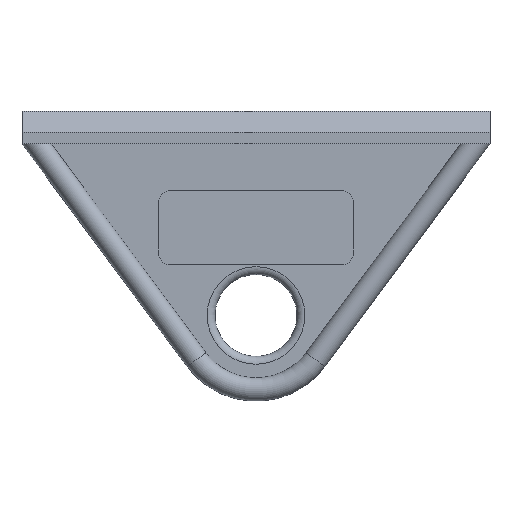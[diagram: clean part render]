
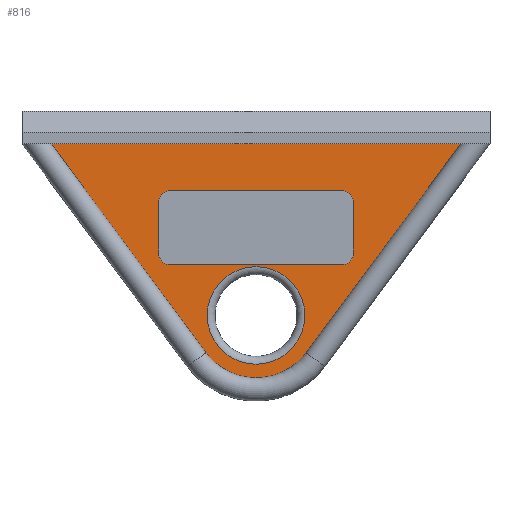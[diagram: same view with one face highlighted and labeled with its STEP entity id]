
A CAD part, top view. The second image highlights one B-rep face of the part: STEP entity #816.
In plain terms, the highlighted planar face has unit normal (0, 0, 1).
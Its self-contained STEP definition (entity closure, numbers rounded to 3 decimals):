
#16=LINE($,#1201,#94);
#17=LINE($,#1203,#95);
#18=LINE($,#1206,#96);
#19=LINE($,#1211,#97);
#20=LINE($,#1215,#98);
#21=LINE($,#1219,#99);
#22=LINE($,#1222,#100);
#94=VECTOR($,#962,52.531);
#95=VECTOR($,#963,33.315);
#96=VECTOR($,#966,33.315);
#97=VECTOR($,#969,6.5);
#98=VECTOR($,#972,22.);
#99=VECTOR($,#975,6.5);
#100=VECTOR($,#978,22.);
#172=PLANE($,#870);
#218=FACE_BOUND($,#276,.T.);
#219=FACE_BOUND($,#277,.T.);
#225=FACE_OUTER_BOUND($,#275,.T.);
#275=EDGE_LOOP($,(#543,#544,#545,#546));
#276=EDGE_LOOP($,(#547));
#277=EDGE_LOOP($,(#548,#549,#550,#551,#552,#553,#554,#555));
#325=CIRCLE($,#867,6.25);
#327=CIRCLE($,#871,8.);
#328=CIRCLE($,#872,1.5);
#329=CIRCLE($,#873,1.5);
#330=CIRCLE($,#874,1.5);
#331=CIRCLE($,#875,1.5);
#355=VERTEX_POINT($,#1193);
#357=VERTEX_POINT($,#1199);
#358=VERTEX_POINT($,#1200);
#359=VERTEX_POINT($,#1202);
#360=VERTEX_POINT($,#1204);
#361=VERTEX_POINT($,#1207);
#362=VERTEX_POINT($,#1208);
#363=VERTEX_POINT($,#1210);
#364=VERTEX_POINT($,#1212);
#365=VERTEX_POINT($,#1214);
#366=VERTEX_POINT($,#1216);
#367=VERTEX_POINT($,#1218);
#368=VERTEX_POINT($,#1220);
#427=EDGE_CURVE($,#355,#355,#325,.T.);
#429=EDGE_CURVE($,#357,#358,#16,.T.);
#430=EDGE_CURVE($,#358,#359,#17,.T.);
#431=EDGE_CURVE($,#359,#360,#327,.T.);
#432=EDGE_CURVE($,#360,#357,#18,.T.);
#433=EDGE_CURVE($,#361,#362,#328,.T.);
#434=EDGE_CURVE($,#363,#361,#19,.T.);
#435=EDGE_CURVE($,#364,#363,#329,.T.);
#436=EDGE_CURVE($,#365,#364,#20,.T.);
#437=EDGE_CURVE($,#366,#365,#330,.T.);
#438=EDGE_CURVE($,#367,#366,#21,.T.);
#439=EDGE_CURVE($,#368,#367,#331,.T.);
#440=EDGE_CURVE($,#362,#368,#22,.T.);
#543=ORIENTED_EDGE($,*,*,#429,.T.);
#544=ORIENTED_EDGE($,*,*,#430,.T.);
#545=ORIENTED_EDGE($,*,*,#431,.T.);
#546=ORIENTED_EDGE($,*,*,#432,.T.);
#547=ORIENTED_EDGE($,*,*,#427,.T.);
#548=ORIENTED_EDGE($,*,*,#433,.F.);
#549=ORIENTED_EDGE($,*,*,#434,.F.);
#550=ORIENTED_EDGE($,*,*,#435,.F.);
#551=ORIENTED_EDGE($,*,*,#436,.F.);
#552=ORIENTED_EDGE($,*,*,#437,.F.);
#553=ORIENTED_EDGE($,*,*,#438,.F.);
#554=ORIENTED_EDGE($,*,*,#439,.F.);
#555=ORIENTED_EDGE($,*,*,#440,.F.);
#816=ADVANCED_FACE($,(#225,#218,#219),#172,.T.);
#867=AXIS2_PLACEMENT_3D($,#1194,#954,#955);
#870=AXIS2_PLACEMENT_3D($,#1198,#960,#961);
#871=AXIS2_PLACEMENT_3D($,#1205,#964,#965);
#872=AXIS2_PLACEMENT_3D($,#1209,#967,#968);
#873=AXIS2_PLACEMENT_3D($,#1213,#970,#971);
#874=AXIS2_PLACEMENT_3D($,#1217,#973,#974);
#875=AXIS2_PLACEMENT_3D($,#1221,#976,#977);
#954=DIRECTION('center_axis',(0.,0.,-1.));
#955=DIRECTION('ref_axis',(1.,0.,0.));
#960=DIRECTION('center_axis',(0.,0.,1.));
#961=DIRECTION('ref_axis',(1.,0.,0.));
#962=DIRECTION($,(-1.,0.,0.));
#963=DIRECTION($,(0.595,-0.803,0.));
#964=DIRECTION('center_axis',(0.,0.,1.));
#965=DIRECTION('ref_axis',(1.,0.,0.));
#966=DIRECTION($,(0.595,0.803,0.));
#967=DIRECTION('center_axis',(0.,0.,1.));
#968=DIRECTION('ref_axis',(-1.,0.,0.));
#969=DIRECTION($,(0.,-1.,0.));
#970=DIRECTION('center_axis',(0.,0.,1.));
#971=DIRECTION('ref_axis',(-1.,0.,0.));
#972=DIRECTION($,(-1.,0.,0.));
#973=DIRECTION('center_axis',(0.,0.,1.));
#974=DIRECTION('ref_axis',(-1.,0.,0.));
#975=DIRECTION($,(0.,1.,0.));
#976=DIRECTION('center_axis',(0.,0.,1.));
#977=DIRECTION('ref_axis',(-1.,0.,0.));
#978=DIRECTION($,(1.,0.,0.));
#1193=CARTESIAN_POINT('',(6.25,0.,1.5));
#1194=CARTESIAN_POINT('Origin',(0.,0.,1.5));
#1198=CARTESIAN_POINT('Origin',(0.,0.,1.5));
#1199=CARTESIAN_POINT('',(26.266,22.,1.5));
#1200=CARTESIAN_POINT('',(-26.266,22.,1.5));
#1201=CARTESIAN_POINT($,(-30.,22.,1.5));
#1202=CARTESIAN_POINT('',(-6.427,-4.764,1.5));
#1203=CARTESIAN_POINT($,(-6.427,-4.764,1.5));
#1204=CARTESIAN_POINT('',(6.427,-4.764,1.5));
#1205=CARTESIAN_POINT('Origin',(0.,0.,
1.5));
#1206=CARTESIAN_POINT($,(6.427,-4.764,1.5));
#1207=CARTESIAN_POINT('',(-12.5,8.,1.5));
#1208=CARTESIAN_POINT('',(-11.,6.5,1.5));
#1209=CARTESIAN_POINT('Origin',(-11.,8.,1.5));
#1210=CARTESIAN_POINT('',(-12.5,14.5,1.5));
#1211=CARTESIAN_POINT($,(-12.5,14.5,1.5));
#1212=CARTESIAN_POINT('',(-11.,16.,1.5));
#1213=CARTESIAN_POINT('Origin',(-11.,14.5,1.5));
#1214=CARTESIAN_POINT('',(11.,16.,1.5));
#1215=CARTESIAN_POINT($,(-11.,16.,1.5));
#1216=CARTESIAN_POINT('',(12.5,14.5,1.5));
#1217=CARTESIAN_POINT('Origin',(11.,14.5,1.5));
#1218=CARTESIAN_POINT('',(12.5,8.,1.5));
#1219=CARTESIAN_POINT($,(12.5,14.5,1.5));
#1220=CARTESIAN_POINT('',(11.,6.5,1.5));
#1221=CARTESIAN_POINT('Origin',(11.,8.,1.5));
#1222=CARTESIAN_POINT($,(-11.,6.5,1.5));
